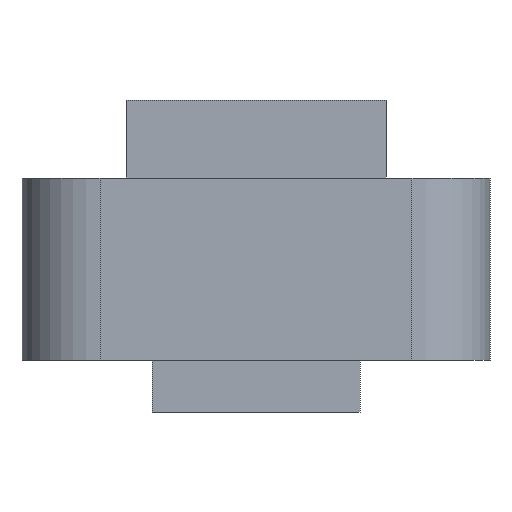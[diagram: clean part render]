
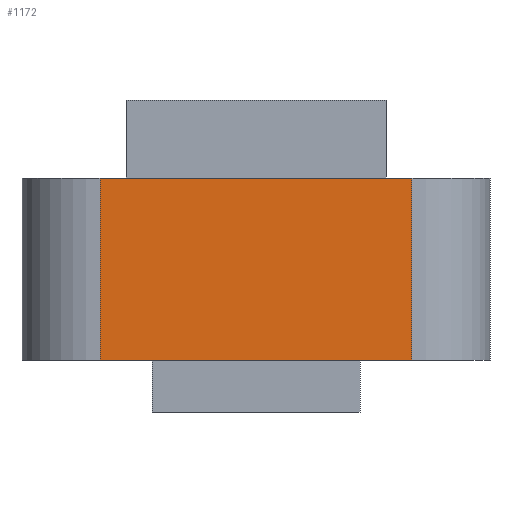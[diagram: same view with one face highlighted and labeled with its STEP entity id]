
A CAD part, left-side view. The second image highlights one B-rep face of the part: STEP entity #1172.
In plain terms, the highlighted planar face has unit normal (-1, 0, 0).
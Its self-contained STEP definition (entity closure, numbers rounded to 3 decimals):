
#169 = PLANE('',#170);
#170 = AXIS2_PLACEMENT_3D('',#171,#172,#173);
#171 = CARTESIAN_POINT('',(-6.,-6.,-7.));
#172 = DIRECTION('',(0.,0.,1.));
#173 = DIRECTION('',(1.,0.,-0.));
#508 = VERTEX_POINT('',#509);
#509 = CARTESIAN_POINT('',(-9.,-6.,-7.));
#524 = CYLINDRICAL_SURFACE('',#525,3.);
#525 = AXIS2_PLACEMENT_3D('',#526,#527,#528);
#526 = CARTESIAN_POINT('',(-6.,-6.,-7.));
#527 = DIRECTION('',(-0.,-0.,-1.));
#528 = DIRECTION('',(1.,0.,-0.));
#536 = EDGE_CURVE('',#537,#508,#539,.T.);
#537 = VERTEX_POINT('',#538);
#538 = CARTESIAN_POINT('',(-9.,6.,-7.));
#539 = SURFACE_CURVE('',#540,(#544,#551),.PCURVE_S1.);
#540 = LINE('',#541,#542);
#541 = CARTESIAN_POINT('',(-9.,6.,-7.));
#542 = VECTOR('',#543,1.);
#543 = DIRECTION('',(0.,-1.,0.));
#544 = PCURVE('',#169,#545);
#545 = DEFINITIONAL_REPRESENTATION('',(#546),#550);
#546 = LINE('',#547,#548);
#547 = CARTESIAN_POINT('',(-3.,12.));
#548 = VECTOR('',#549,1.);
#549 = DIRECTION('',(0.,-1.));
#550 = ( GEOMETRIC_REPRESENTATION_CONTEXT(2) 
PARAMETRIC_REPRESENTATION_CONTEXT() REPRESENTATION_CONTEXT('2D SPACE',''
  ) );
#551 = PCURVE('',#552,#557);
#552 = PLANE('',#553);
#553 = AXIS2_PLACEMENT_3D('',#554,#555,#556);
#554 = CARTESIAN_POINT('',(-9.,6.,-7.));
#555 = DIRECTION('',(-1.,0.,0.));
#556 = DIRECTION('',(0.,0.,1.));
#557 = DEFINITIONAL_REPRESENTATION('',(#558),#562);
#558 = LINE('',#559,#560);
#559 = CARTESIAN_POINT('',(0.,0.));
#560 = VECTOR('',#561,1.);
#561 = DIRECTION('',(0.,-1.));
#562 = ( GEOMETRIC_REPRESENTATION_CONTEXT(2) 
PARAMETRIC_REPRESENTATION_CONTEXT() REPRESENTATION_CONTEXT('2D SPACE',''
  ) );
#581 = CYLINDRICAL_SURFACE('',#582,3.);
#582 = AXIS2_PLACEMENT_3D('',#583,#584,#585);
#583 = CARTESIAN_POINT('',(-6.,6.,-7.));
#584 = DIRECTION('',(-0.,-0.,-1.));
#585 = DIRECTION('',(1.,0.,-0.));
#640 = PLANE('',#641);
#641 = AXIS2_PLACEMENT_3D('',#642,#643,#644);
#642 = CARTESIAN_POINT('',(-6.,-6.,0.));
#643 = DIRECTION('',(0.,0.,1.));
#644 = DIRECTION('',(1.,0.,-0.));
#1127 = VERTEX_POINT('',#1128);
#1128 = CARTESIAN_POINT('',(-9.,-6.,0.));
#1150 = EDGE_CURVE('',#508,#1127,#1151,.T.);
#1151 = SURFACE_CURVE('',#1152,(#1156,#1163),.PCURVE_S1.);
#1152 = LINE('',#1153,#1154);
#1153 = CARTESIAN_POINT('',(-9.,-6.,-7.));
#1154 = VECTOR('',#1155,1.);
#1155 = DIRECTION('',(0.,0.,1.));
#1156 = PCURVE('',#524,#1157);
#1157 = DEFINITIONAL_REPRESENTATION('',(#1158),#1162);
#1158 = LINE('',#1159,#1160);
#1159 = CARTESIAN_POINT('',(3.142,0.));
#1160 = VECTOR('',#1161,1.);
#1161 = DIRECTION('',(0.,-1.));
#1162 = ( GEOMETRIC_REPRESENTATION_CONTEXT(2) 
PARAMETRIC_REPRESENTATION_CONTEXT() REPRESENTATION_CONTEXT('2D SPACE',''
  ) );
#1163 = PCURVE('',#552,#1164);
#1164 = DEFINITIONAL_REPRESENTATION('',(#1165),#1169);
#1165 = LINE('',#1166,#1167);
#1166 = CARTESIAN_POINT('',(0.,-12.));
#1167 = VECTOR('',#1168,1.);
#1168 = DIRECTION('',(1.,0.));
#1169 = ( GEOMETRIC_REPRESENTATION_CONTEXT(2) 
PARAMETRIC_REPRESENTATION_CONTEXT() REPRESENTATION_CONTEXT('2D SPACE',''
  ) );
#1172 = ADVANCED_FACE('',(#1173),#552,.T.);
#1173 = FACE_BOUND('',#1174,.T.);
#1174 = EDGE_LOOP('',(#1175,#1198,#1219,#1220));
#1175 = ORIENTED_EDGE('',*,*,#1176,.F.);
#1176 = EDGE_CURVE('',#1177,#1127,#1179,.T.);
#1177 = VERTEX_POINT('',#1178);
#1178 = CARTESIAN_POINT('',(-9.,6.,0.));
#1179 = SURFACE_CURVE('',#1180,(#1184,#1191),.PCURVE_S1.);
#1180 = LINE('',#1181,#1182);
#1181 = CARTESIAN_POINT('',(-9.,6.,0.));
#1182 = VECTOR('',#1183,1.);
#1183 = DIRECTION('',(0.,-1.,0.));
#1184 = PCURVE('',#552,#1185);
#1185 = DEFINITIONAL_REPRESENTATION('',(#1186),#1190);
#1186 = LINE('',#1187,#1188);
#1187 = CARTESIAN_POINT('',(7.,0.));
#1188 = VECTOR('',#1189,1.);
#1189 = DIRECTION('',(0.,-1.));
#1190 = ( GEOMETRIC_REPRESENTATION_CONTEXT(2) 
PARAMETRIC_REPRESENTATION_CONTEXT() REPRESENTATION_CONTEXT('2D SPACE',''
  ) );
#1191 = PCURVE('',#640,#1192);
#1192 = DEFINITIONAL_REPRESENTATION('',(#1193),#1197);
#1193 = LINE('',#1194,#1195);
#1194 = CARTESIAN_POINT('',(-3.,12.));
#1195 = VECTOR('',#1196,1.);
#1196 = DIRECTION('',(0.,-1.));
#1197 = ( GEOMETRIC_REPRESENTATION_CONTEXT(2) 
PARAMETRIC_REPRESENTATION_CONTEXT() REPRESENTATION_CONTEXT('2D SPACE',''
  ) );
#1198 = ORIENTED_EDGE('',*,*,#1199,.F.);
#1199 = EDGE_CURVE('',#537,#1177,#1200,.T.);
#1200 = SURFACE_CURVE('',#1201,(#1205,#1212),.PCURVE_S1.);
#1201 = LINE('',#1202,#1203);
#1202 = CARTESIAN_POINT('',(-9.,6.,-7.));
#1203 = VECTOR('',#1204,1.);
#1204 = DIRECTION('',(0.,0.,1.));
#1205 = PCURVE('',#552,#1206);
#1206 = DEFINITIONAL_REPRESENTATION('',(#1207),#1211);
#1207 = LINE('',#1208,#1209);
#1208 = CARTESIAN_POINT('',(0.,0.));
#1209 = VECTOR('',#1210,1.);
#1210 = DIRECTION('',(1.,0.));
#1211 = ( GEOMETRIC_REPRESENTATION_CONTEXT(2) 
PARAMETRIC_REPRESENTATION_CONTEXT() REPRESENTATION_CONTEXT('2D SPACE',''
  ) );
#1212 = PCURVE('',#581,#1213);
#1213 = DEFINITIONAL_REPRESENTATION('',(#1214),#1218);
#1214 = LINE('',#1215,#1216);
#1215 = CARTESIAN_POINT('',(3.142,0.));
#1216 = VECTOR('',#1217,1.);
#1217 = DIRECTION('',(0.,-1.));
#1218 = ( GEOMETRIC_REPRESENTATION_CONTEXT(2) 
PARAMETRIC_REPRESENTATION_CONTEXT() REPRESENTATION_CONTEXT('2D SPACE',''
  ) );
#1219 = ORIENTED_EDGE('',*,*,#536,.T.);
#1220 = ORIENTED_EDGE('',*,*,#1150,.T.);
